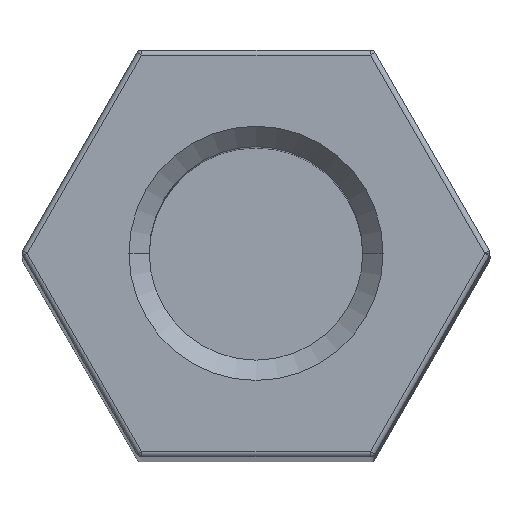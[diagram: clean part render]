
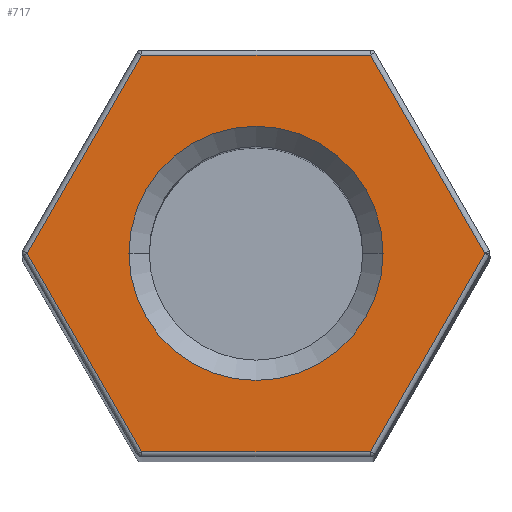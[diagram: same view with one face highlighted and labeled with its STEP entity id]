
A CAD part, top view. The second image highlights one B-rep face of the part: STEP entity #717.
In plain terms, the highlighted planar face has unit normal (0, 0, 1).
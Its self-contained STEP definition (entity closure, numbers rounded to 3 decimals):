
#21 = VECTOR ( 'NONE', #144, 1000. ) ;
#72 = DIRECTION ( 'NONE',  ( 0.5, -0.866, 0. ) ) ;
#83 = LINE ( 'NONE', #870, #324 ) ;
#89 = ORIENTED_EDGE ( 'NONE', *, *, #266, .T. ) ;
#132 = CARTESIAN_POINT ( 'NONE',  ( 4.503, 0., 60. ) ) ;
#144 = DIRECTION ( 'NONE',  ( 0.5, 0.866, 0. ) ) ;
#148 = DIRECTION ( 'NONE',  ( 0., 0., -1. ) ) ;
#162 = AXIS2_PLACEMENT_3D ( 'NONE', #379, #1089, #487 ) ;
#198 = VECTOR ( 'NONE', #72, 1000. ) ;
#200 = EDGE_CURVE ( 'NONE', #918, #521, #83, .T. ) ;
#219 = PLANE ( 'NONE',  #1087 ) ;
#224 = CARTESIAN_POINT ( 'NONE',  ( 4.619, 0., 60. ) ) ;
#231 = LINE ( 'NONE', #1343, #198 ) ;
#249 = VECTOR ( 'NONE', #676, 1000. ) ;
#259 = CARTESIAN_POINT ( 'NONE',  ( -4.532, -0.05, 60. ) ) ;
#261 = EDGE_CURVE ( 'NONE', #521, #752, #1037, .T. ) ;
#266 = EDGE_CURVE ( 'NONE', #752, #307, #1327, .T. ) ;
#268 = VECTOR ( 'NONE', #1011, 1000. ) ;
#282 = CIRCLE ( 'NONE', #716, 2.5 ) ;
#295 = CARTESIAN_POINT ( 'NONE',  ( 2.309, -3.9, 60. ) ) ;
#296 = EDGE_CURVE ( 'NONE', #1313, #711, #1263, .T. ) ;
#304 = LINE ( 'NONE', #295, #268 ) ;
#307 = VERTEX_POINT ( 'NONE', #1202 ) ;
#324 = VECTOR ( 'NONE', #569, 1000. ) ;
#379 = CARTESIAN_POINT ( 'NONE',  ( 0., 0., 60. ) ) ;
#412 = CARTESIAN_POINT ( 'NONE',  ( 2.252, 3.9, 60. ) ) ;
#442 = DIRECTION ( 'NONE',  ( 1., 0., 0. ) ) ;
#487 = DIRECTION ( 'NONE',  ( 1., 0., 0. ) ) ;
#494 = EDGE_CURVE ( 'NONE', #884, #524, #304, .T. ) ;
#515 = CARTESIAN_POINT ( 'NONE',  ( 2.252, -3.9, 60. ) ) ;
#521 = VERTEX_POINT ( 'NONE', #412 ) ;
#524 = VERTEX_POINT ( 'NONE', #515 ) ;
#562 = EDGE_CURVE ( 'NONE', #307, #884, #231, .T. ) ;
#569 = DIRECTION ( 'NONE',  ( -0.5, 0.866, 0. ) ) ;
#571 = ORIENTED_EDGE ( 'NONE', *, *, #296, .T. ) ;
#577 = CARTESIAN_POINT ( 'NONE',  ( -2.309, 3.9, 60. ) ) ;
#612 = LINE ( 'NONE', #782, #21 ) ;
#631 = FACE_OUTER_BOUND ( 'NONE', #816, .T. ) ;
#633 = ORIENTED_EDGE ( 'NONE', *, *, #991, .T. ) ;
#664 = CARTESIAN_POINT ( 'NONE',  ( -2.252, -3.9, 60. ) ) ;
#676 = DIRECTION ( 'NONE',  ( -0.5, -0.866, 0. ) ) ;
#711 = VERTEX_POINT ( 'NONE', #1150 ) ;
#716 = AXIS2_PLACEMENT_3D ( 'NONE', #783, #148, #882 ) ;
#717 = ADVANCED_FACE ( 'NONE', ( #631, #868 ), #219, .T. ) ;
#752 = VERTEX_POINT ( 'NONE', #1047 ) ;
#772 = VECTOR ( 'NONE', #1192, 1000. ) ;
#782 = CARTESIAN_POINT ( 'NONE',  ( 4.532, 0.05, 60. ) ) ;
#783 = CARTESIAN_POINT ( 'NONE',  ( 0., 0., 60. ) ) ;
#816 = EDGE_LOOP ( 'NONE', ( #1120, #89, #944, #1267, #1039, #1363 ) ) ;
#868 = FACE_BOUND ( 'NONE', #1365, .T. ) ;
#870 = CARTESIAN_POINT ( 'NONE',  ( 2.223, 3.95, 60. ) ) ;
#882 = DIRECTION ( 'NONE',  ( 1., 0., 0. ) ) ;
#884 = VERTEX_POINT ( 'NONE', #664 ) ;
#918 = VERTEX_POINT ( 'NONE', #132 ) ;
#944 = ORIENTED_EDGE ( 'NONE', *, *, #562, .T. ) ;
#991 = EDGE_CURVE ( 'NONE', #711, #1313, #282, .T. ) ;
#1011 = DIRECTION ( 'NONE',  ( 1., 0., 0. ) ) ;
#1037 = LINE ( 'NONE', #577, #772 ) ;
#1039 = ORIENTED_EDGE ( 'NONE', *, *, #1324, .T. ) ;
#1045 = DIRECTION ( 'NONE',  ( 0., 0., 1. ) ) ;
#1047 = CARTESIAN_POINT ( 'NONE',  ( -2.252, 3.9, 60. ) ) ;
#1087 = AXIS2_PLACEMENT_3D ( 'NONE', #224, #1045, #442 ) ;
#1089 = DIRECTION ( 'NONE',  ( 0., 0., -1. ) ) ;
#1120 = ORIENTED_EDGE ( 'NONE', *, *, #261, .T. ) ;
#1149 = CARTESIAN_POINT ( 'NONE',  ( 2.5, 0., 60. ) ) ;
#1150 = CARTESIAN_POINT ( 'NONE',  ( -2.5, 0., 60. ) ) ;
#1192 = DIRECTION ( 'NONE',  ( -1., 0., 0. ) ) ;
#1202 = CARTESIAN_POINT ( 'NONE',  ( -4.503, 0., 60. ) ) ;
#1263 = CIRCLE ( 'NONE', #162, 2.5 ) ;
#1267 = ORIENTED_EDGE ( 'NONE', *, *, #494, .T. ) ;
#1313 = VERTEX_POINT ( 'NONE', #1149 ) ;
#1324 = EDGE_CURVE ( 'NONE', #524, #918, #612, .T. ) ;
#1327 = LINE ( 'NONE', #259, #249 ) ;
#1343 = CARTESIAN_POINT ( 'NONE',  ( -2.223, -3.95, 60. ) ) ;
#1363 = ORIENTED_EDGE ( 'NONE', *, *, #200, .T. ) ;
#1365 = EDGE_LOOP ( 'NONE', ( #571, #633 ) ) ;
